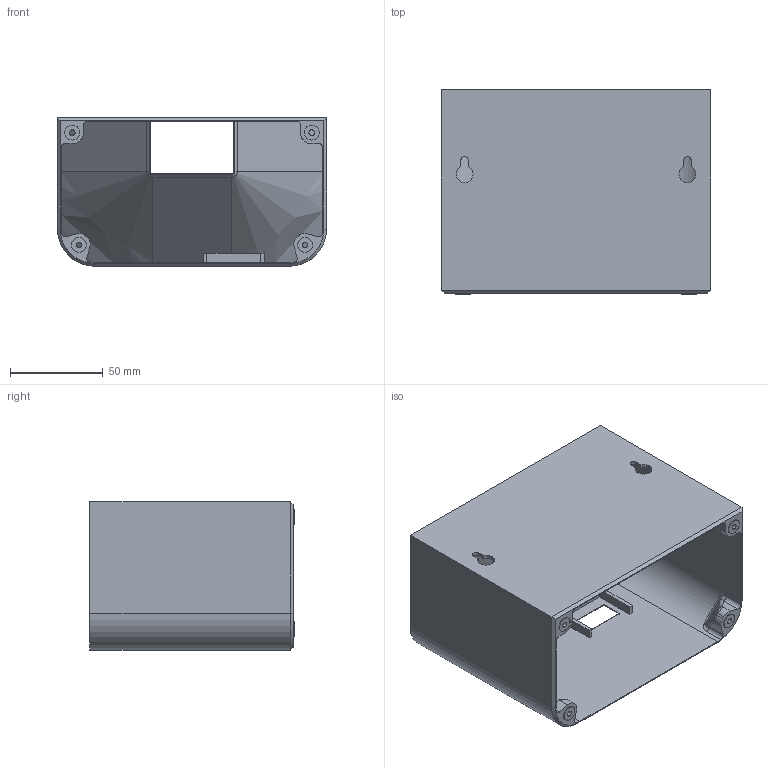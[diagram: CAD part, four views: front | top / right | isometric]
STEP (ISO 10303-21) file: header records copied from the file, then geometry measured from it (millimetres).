
FILE_DESCRIPTION (( 'STEP AP214' ), '1' );
FILE_NAME ('L.013.00.00.03 BodyTop.STEP', '2024-10-10T06:15:31', ( '' ), ( '' ), 'SwSTEP 2.0', 'SolidWorks 2018', '' );
FILE_SCHEMA (( 'AUTOMOTIVE_DESIGN' ));
Length unit declared in the file: millimetre
Products named in the file (1): L.013.00.00.03 BodyTop
Bounding box: 145 x 110 x 80 mm (x, y, z)
Volume: 117415.5 mm3; surface area: 121530.6 mm2
Topology: 1 solids, 1 shells, 216 faces, 543 edges, 336 vertices
Faces by surface type: cylinder 85, plane 83, bspline 38, cone 10
Entity records: 7447 total; most frequent: CARTESIAN_POINT 2516, ORIENTED_EDGE 1086, DIRECTION 955, EDGE_CURVE 543, VERTEX_POINT 336, AXIS2_PLACEMENT_3D 331, VECTOR 293, LINE 293
